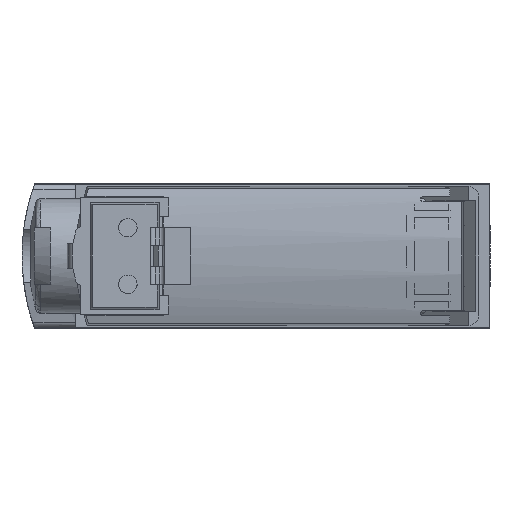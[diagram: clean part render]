
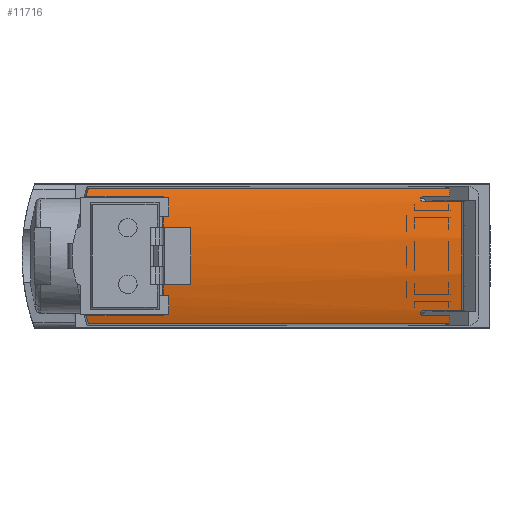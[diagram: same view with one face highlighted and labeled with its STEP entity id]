
A CAD part, left-side view. The second image highlights one B-rep face of the part: STEP entity #11716.
In plain terms, the highlighted cylindrical face has radius 15 mm (diameter 30 mm), a partial arc.
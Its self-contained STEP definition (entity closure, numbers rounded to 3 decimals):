
#592=B_SPLINE_CURVE_WITH_KNOTS('',3,(#20612,#20613,#20614,#20615),
 .UNSPECIFIED.,.F.,.F.,(4,4),(0.009,0.01),
 .UNSPECIFIED.);
#593=B_SPLINE_CURVE_WITH_KNOTS('',3,(#20623,#20624,#20625,#20626,#20627),
 .UNSPECIFIED.,.F.,.F.,(4,1,4),(0.,0.,0.001),
 .UNSPECIFIED.);
#594=B_SPLINE_CURVE_WITH_KNOTS('',3,(#20635,#20636,#20637,#20638,#20639),
 .UNSPECIFIED.,.F.,.F.,(4,1,4),(0.,0.,0.001),
 .UNSPECIFIED.);
#595=B_SPLINE_CURVE_WITH_KNOTS('',3,(#20647,#20648,#20649,#20650),
 .UNSPECIFIED.,.F.,.F.,(4,4),(0.,0.001),
 .UNSPECIFIED.);
#667=ELLIPSE('',#14686,15.002,15.);
#668=ELLIPSE('',#14687,15.002,15.);
#669=ELLIPSE('',#14688,15.009,15.);
#670=ELLIPSE('',#14689,15.002,15.);
#671=ELLIPSE('',#14690,15.002,15.);
#1412=LINE('',#20601,#2647);
#1413=LINE('',#20606,#2648);
#1414=LINE('',#20610,#2649);
#1415=LINE('',#20617,#2650);
#1416=LINE('',#20621,#2651);
#1417=LINE('',#20629,#2652);
#1418=LINE('',#20633,#2653);
#1419=LINE('',#20641,#2654);
#1420=LINE('',#20645,#2655);
#1421=LINE('',#20652,#2656);
#2647=VECTOR('',#17055,1000.);
#2648=VECTOR('',#17058,1000.);
#2649=VECTOR('',#17061,1000.);
#2650=VECTOR('',#17062,1000.);
#2651=VECTOR('',#17065,1000.);
#2652=VECTOR('',#17066,1000.);
#2653=VECTOR('',#17069,1000.);
#2654=VECTOR('',#17070,1000.);
#2655=VECTOR('',#17073,1000.);
#2656=VECTOR('',#17074,1000.);
#5113=ORIENTED_EDGE('',*,*,#7558,.F.);
#5114=ORIENTED_EDGE('',*,*,#7559,.F.);
#5115=ORIENTED_EDGE('',*,*,#7560,.F.);
#5116=ORIENTED_EDGE('',*,*,#7561,.T.);
#5117=ORIENTED_EDGE('',*,*,#7562,.T.);
#5118=ORIENTED_EDGE('',*,*,#7563,.T.);
#5119=ORIENTED_EDGE('',*,*,#7564,.T.);
#5120=ORIENTED_EDGE('',*,*,#7565,.T.);
#5121=ORIENTED_EDGE('',*,*,#7566,.F.);
#5122=ORIENTED_EDGE('',*,*,#7567,.F.);
#5123=ORIENTED_EDGE('',*,*,#7568,.F.);
#5124=ORIENTED_EDGE('',*,*,#7569,.F.);
#5125=ORIENTED_EDGE('',*,*,#7570,.F.);
#5126=ORIENTED_EDGE('',*,*,#7571,.F.);
#5127=ORIENTED_EDGE('',*,*,#7572,.F.);
#5128=ORIENTED_EDGE('',*,*,#7573,.F.);
#5129=ORIENTED_EDGE('',*,*,#7574,.F.);
#5130=ORIENTED_EDGE('',*,*,#7575,.T.);
#5131=ORIENTED_EDGE('',*,*,#7576,.T.);
#5132=ORIENTED_EDGE('',*,*,#7577,.T.);
#7558=EDGE_CURVE('',#8941,#8942,#1412,.F.);
#7559=EDGE_CURVE('',#8943,#8941,#9611,.T.);
#7560=EDGE_CURVE('',#8944,#8943,#1413,.T.);
#7561=EDGE_CURVE('',#8944,#8945,#667,.F.);
#7562=EDGE_CURVE('',#8945,#8946,#1414,.F.);
#7563=EDGE_CURVE('',#8946,#8947,#592,.T.);
#7564=EDGE_CURVE('',#8947,#8948,#1415,.T.);
#7565=EDGE_CURVE('',#8948,#8949,#668,.F.);
#7566=EDGE_CURVE('',#8950,#8949,#1416,.T.);
#7567=EDGE_CURVE('',#8951,#8950,#593,.T.);
#7568=EDGE_CURVE('',#8952,#8951,#1417,.F.);
#7569=EDGE_CURVE('',#8953,#8952,#669,.F.);
#7570=EDGE_CURVE('',#8954,#8953,#1418,.T.);
#7571=EDGE_CURVE('',#8955,#8954,#594,.T.);
#7572=EDGE_CURVE('',#8956,#8955,#1419,.F.);
#7573=EDGE_CURVE('',#8957,#8956,#670,.F.);
#7574=EDGE_CURVE('',#8958,#8957,#1420,.T.);
#7575=EDGE_CURVE('',#8958,#8959,#595,.T.);
#7576=EDGE_CURVE('',#8959,#8960,#1421,.T.);
#7577=EDGE_CURVE('',#8960,#8942,#671,.F.);
#8941=VERTEX_POINT('',#20602);
#8942=VERTEX_POINT('',#20603);
#8943=VERTEX_POINT('',#20605);
#8944=VERTEX_POINT('',#20607);
#8945=VERTEX_POINT('',#20609);
#8946=VERTEX_POINT('',#20611);
#8947=VERTEX_POINT('',#20616);
#8948=VERTEX_POINT('',#20618);
#8949=VERTEX_POINT('',#20620);
#8950=VERTEX_POINT('',#20622);
#8951=VERTEX_POINT('',#20628);
#8952=VERTEX_POINT('',#20630);
#8953=VERTEX_POINT('',#20632);
#8954=VERTEX_POINT('',#20634);
#8955=VERTEX_POINT('',#20640);
#8956=VERTEX_POINT('',#20642);
#8957=VERTEX_POINT('',#20644);
#8958=VERTEX_POINT('',#20646);
#8959=VERTEX_POINT('',#20651);
#8960=VERTEX_POINT('',#20653);
#9611=CIRCLE('',#14685,15.);
#10150=EDGE_LOOP('',(#5113,#5114,#5115,#5116,#5117,#5118,#5119,#5120,#5121,
#5122,#5123,#5124,#5125,#5126,#5127,#5128,#5129,#5130,#5131,#5132));
#10902=FACE_BOUND('',#10150,.T.);
#11276=CYLINDRICAL_SURFACE('',#14684,15.);
#11716=ADVANCED_FACE('',(#10902),#11276,.T.);
#14684=AXIS2_PLACEMENT_3D('',#20600,#17053,#17054);
#14685=AXIS2_PLACEMENT_3D('',#20604,#17056,#17057);
#14686=AXIS2_PLACEMENT_3D('',#20608,#17059,#17060);
#14687=AXIS2_PLACEMENT_3D('',#20619,#17063,#17064);
#14688=AXIS2_PLACEMENT_3D('',#20631,#17067,#17068);
#14689=AXIS2_PLACEMENT_3D('',#20643,#17071,#17072);
#14690=AXIS2_PLACEMENT_3D('',#20654,#17075,#17076);
#17053=DIRECTION('',(0.,-1.,0.));
#17054=DIRECTION('',(0.,0.,-1.));
#17055=DIRECTION('',(0.,-1.,0.));
#17056=DIRECTION('',(0.,1.,0.));
#17057=DIRECTION('',(0.,0.,1.));
#17058=DIRECTION('',(0.,-1.,0.));
#17059=DIRECTION('',(-0.017,1.,0.));
#17060=DIRECTION('',(-1.,-0.017,0.));
#17061=DIRECTION('',(0.,-1.,0.));
#17062=DIRECTION('',(0.,-1.,0.));
#17063=DIRECTION('',(-0.017,-1.,0.));
#17064=DIRECTION('',(1.,-0.017,0.));
#17065=DIRECTION('',(0.,-1.,0.));
#17066=DIRECTION('',(0.,-1.,0.));
#17067=DIRECTION('',(-0.035,0.999,0.));
#17068=DIRECTION('',(-0.999,-0.035,0.));
#17069=DIRECTION('',(0.,-1.,0.));
#17070=DIRECTION('',(0.,-1.,0.));
#17071=DIRECTION('',(0.017,1.,0.));
#17072=DIRECTION('',(1.,-0.017,0.));
#17073=DIRECTION('',(0.,-1.,0.));
#17074=DIRECTION('',(0.,-1.,0.));
#17075=DIRECTION('',(-0.017,1.,0.));
#17076=DIRECTION('',(-1.,-0.017,0.));
#20600=CARTESIAN_POINT('',(-15.,30.,0.));
#20601=CARTESIAN_POINT('',(-0.075,30.,-1.5));
#20602=CARTESIAN_POINT('',(-0.075,20.604,-1.5));
#20603=CARTESIAN_POINT('',(-0.075,21.106,-1.5));
#20604=CARTESIAN_POINT('',(-15.,20.604,0.));
#20605=CARTESIAN_POINT('',(-0.075,20.604,1.5));
#20606=CARTESIAN_POINT('',(-0.075,30.,1.5));
#20607=CARTESIAN_POINT('',(-0.075,21.106,1.5));
#20608=CARTESIAN_POINT('',(-15.,20.845,0.));
#20609=CARTESIAN_POINT('',(-0.603,21.096,4.21));
#20610=CARTESIAN_POINT('',(-0.603,30.,4.21));
#20611=CARTESIAN_POINT('',(-0.603,26.584,4.21));
#20612=CARTESIAN_POINT('',(-0.603,26.584,4.21));
#20613=CARTESIAN_POINT('',(-0.659,26.528,4.403));
#20614=CARTESIAN_POINT('',(-0.72,26.469,4.595));
#20615=CARTESIAN_POINT('',(-0.783,26.406,4.784));
#20616=CARTESIAN_POINT('',(-0.783,26.406,4.784));
#20617=CARTESIAN_POINT('',(-0.783,30.,4.784));
#20618=CARTESIAN_POINT('',(-0.783,0.864,4.784));
#20619=CARTESIAN_POINT('',(-15.,1.112,0.));
#20620=CARTESIAN_POINT('',(-0.609,0.861,4.23));
#20621=CARTESIAN_POINT('',(-0.609,30.,4.23));
#20622=CARTESIAN_POINT('',(-0.609,2.722,4.23));
#20623=CARTESIAN_POINT('',(-0.503,2.722,3.851));
#20624=CARTESIAN_POINT('',(-0.503,2.824,3.851));
#20625=CARTESIAN_POINT('',(-0.553,2.999,4.041));
#20626=CARTESIAN_POINT('',(-0.609,2.824,4.23));
#20627=CARTESIAN_POINT('',(-0.609,2.722,4.23));
#20628=CARTESIAN_POINT('',(-0.503,2.722,3.851));
#20629=CARTESIAN_POINT('',(-0.503,30.,3.851));
#20630=CARTESIAN_POINT('',(-0.503,-0.018,3.851));
#20631=CARTESIAN_POINT('',(-15.,-0.524,0.));
#20632=CARTESIAN_POINT('',(-0.503,-0.018,-3.851));
#20633=CARTESIAN_POINT('',(-0.503,30.,-3.851));
#20634=CARTESIAN_POINT('',(-0.503,2.722,-3.851));
#20635=CARTESIAN_POINT('',(-0.609,2.722,-4.23));
#20636=CARTESIAN_POINT('',(-0.609,2.824,-4.23));
#20637=CARTESIAN_POINT('',(-0.553,2.999,-4.041));
#20638=CARTESIAN_POINT('',(-0.503,2.824,-3.851));
#20639=CARTESIAN_POINT('',(-0.503,2.722,-3.851));
#20640=CARTESIAN_POINT('',(-0.609,2.722,-4.23));
#20641=CARTESIAN_POINT('',(-0.609,30.,-4.23));
#20642=CARTESIAN_POINT('',(-0.609,0.861,-4.23));
#20643=CARTESIAN_POINT('',(-15.,1.112,0.));
#20644=CARTESIAN_POINT('',(-0.783,0.864,-4.784));
#20645=CARTESIAN_POINT('',(-0.783,30.,-4.784));
#20646=CARTESIAN_POINT('',(-0.783,26.406,-4.784));
#20647=CARTESIAN_POINT('',(-0.783,26.406,-4.784));
#20648=CARTESIAN_POINT('',(-0.719,26.469,-4.594));
#20649=CARTESIAN_POINT('',(-0.659,26.528,-4.403));
#20650=CARTESIAN_POINT('',(-0.603,26.584,-4.21));
#20651=CARTESIAN_POINT('',(-0.603,26.584,-4.21));
#20652=CARTESIAN_POINT('',(-0.603,30.,-4.21));
#20653=CARTESIAN_POINT('',(-0.603,21.096,-4.21));
#20654=CARTESIAN_POINT('',(-15.,20.845,0.));
